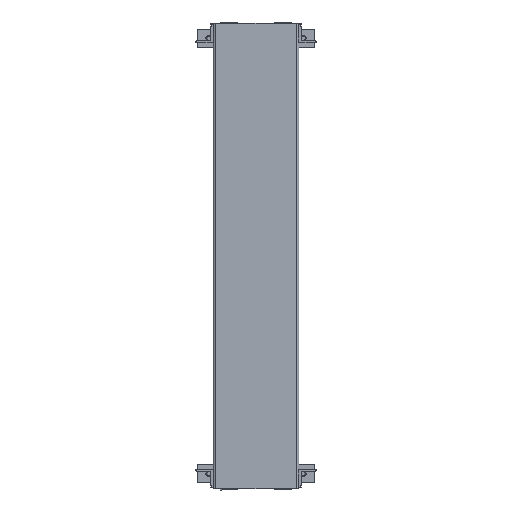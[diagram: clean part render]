
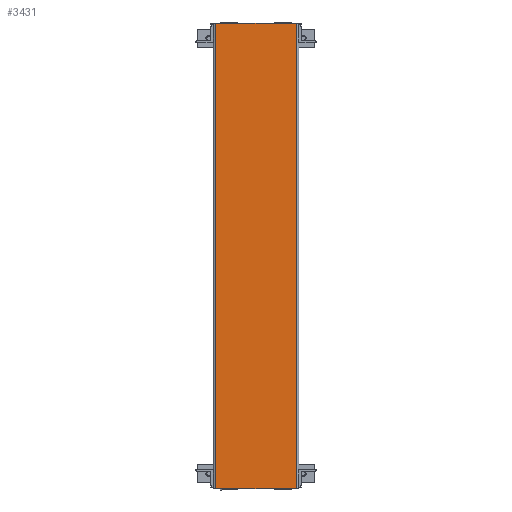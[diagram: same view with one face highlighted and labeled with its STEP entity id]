
A CAD part, front view. The second image highlights one B-rep face of the part: STEP entity #3431.
In plain terms, the highlighted face is planar.
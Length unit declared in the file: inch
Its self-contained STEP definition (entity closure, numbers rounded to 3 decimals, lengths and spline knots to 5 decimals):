
#143 = DIRECTION ( 'NONE',  ( 1., 0., 0. ) ) ;
#192 = EDGE_CURVE ( 'NONE', #2343, #1707, #1363, .T. ) ;
#300 = DIRECTION ( 'NONE',  ( 0., 0., -1. ) ) ;
#351 = ORIENTED_EDGE ( 'NONE', *, *, #192, .F. ) ;
#423 = VECTOR ( 'NONE', #143, 39.37008 ) ;
#953 = PLANE ( 'NONE',  #1486 ) ;
#993 = DIRECTION ( 'NONE',  ( 0., 1., 0. ) ) ;
#1069 = EDGE_CURVE ( 'NONE', #1395, #1707, #3309, .T. ) ;
#1095 = DIRECTION ( 'NONE',  ( -1., 0., 0. ) ) ;
#1110 = CARTESIAN_POINT ( 'NONE',  ( 0., 14.5625, -0.3125 ) ) ;
#1111 = ORIENTED_EDGE ( 'NONE', *, *, #3122, .T. ) ;
#1119 = LINE ( 'NONE', #3587, #423 ) ;
#1144 = ORIENTED_EDGE ( 'NONE', *, *, #1069, .T. ) ;
#1150 = ORIENTED_EDGE ( 'NONE', *, *, #3402, .F. ) ;
#1363 = LINE ( 'NONE', #3577, #2534 ) ;
#1395 = VERTEX_POINT ( 'NONE', #2588 ) ;
#1486 = AXIS2_PLACEMENT_3D ( 'NONE', #3168, #300, #3485 ) ;
#1707 = VERTEX_POINT ( 'NONE', #2059 ) ;
#1967 = VECTOR ( 'NONE', #1095, 39.37008 ) ;
#2059 = CARTESIAN_POINT ( 'NONE',  ( 0., 0.4375, -0.3125 ) ) ;
#2181 = EDGE_LOOP ( 'NONE', ( #1150, #1144, #351, #1111 ) ) ;
#2196 = FACE_OUTER_BOUND ( 'NONE', #2181, .T. ) ;
#2343 = VERTEX_POINT ( 'NONE', #1110 ) ;
#2534 = VECTOR ( 'NONE', #2703, 39.37008 ) ;
#2535 = LINE ( 'NONE', #3839, #3689 ) ;
#2565 = VERTEX_POINT ( 'NONE', #3848 ) ;
#2588 = CARTESIAN_POINT ( 'NONE',  ( 81.25, 0.4375, -0.3125 ) ) ;
#2703 = DIRECTION ( 'NONE',  ( 0., -1., 0. ) ) ;
#2943 = CARTESIAN_POINT ( 'NONE',  ( 81.25, 0.4375, -0.3125 ) ) ;
#3122 = EDGE_CURVE ( 'NONE', #2343, #2565, #1119, .T. ) ;
#3168 = CARTESIAN_POINT ( 'NONE',  ( 0., 0., -0.3125 ) ) ;
#3309 = LINE ( 'NONE', #2943, #1967 ) ;
#3402 = EDGE_CURVE ( 'NONE', #1395, #2565, #2535, .T. ) ;
#3431 = ADVANCED_FACE ( 'NONE', ( #2196 ), #953, .T. ) ;
#3485 = DIRECTION ( 'NONE',  ( -1., 0., 0. ) ) ;
#3577 = CARTESIAN_POINT ( 'NONE',  ( 0., 0., -0.3125 ) ) ;
#3587 = CARTESIAN_POINT ( 'NONE',  ( 0., 14.5625, -0.3125 ) ) ;
#3689 = VECTOR ( 'NONE', #993, 39.37008 ) ;
#3839 = CARTESIAN_POINT ( 'NONE',  ( 81.25, 0., -0.3125 ) ) ;
#3848 = CARTESIAN_POINT ( 'NONE',  ( 81.25, 14.5625, -0.3125 ) ) ;
